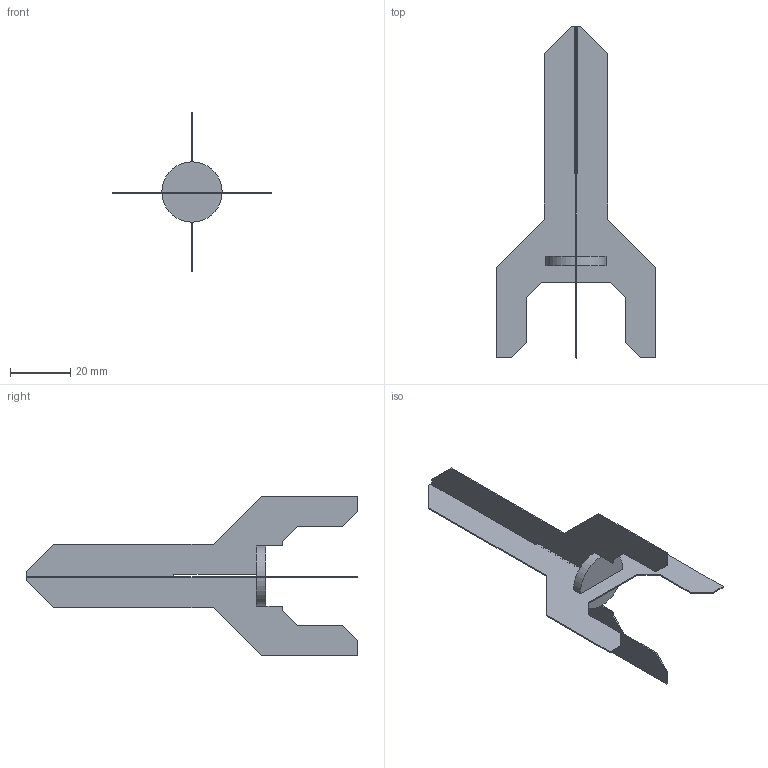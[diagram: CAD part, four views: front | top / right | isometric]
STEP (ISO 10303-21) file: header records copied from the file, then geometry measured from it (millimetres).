
FILE_DESCRIPTION(('Open CASCADE Model'),'2;1');
FILE_NAME('Open CASCADE Shape Model','2025-12-14T19:55:48',('Author'),( 'Open CASCADE'),'Open CASCADE STEP processor 7.5','Open CASCADE 7.5' ,'Unknown');
FILE_SCHEMA(('AUTOMOTIVE_DESIGN { 1 0 10303 214 1 1 1 1 }'));
Length unit declared in the file: millimetre
Products named in the file (9): PCB; Board; Open CASCADE STEP translator 7.5 4.1.1; Free-Models; PCB_B_RGB8421504; Open CASCADE STEP translator 7.5 3.1.1; 9454190976; Cylinder
Assembly tree (8 placements, depth 5):
  PCB
    Board
      Open CASCADE STEP translator 7.5 4.1.1
    Free-Models
      PCB_B_RGB8421504
        Board
          Open CASCADE STEP translator 7.5 3.1.1
      9454190976
        Cylinder
Bounding box: 53 x 110 x 53 mm (x, y, z)
Volume: 3058.5 mm3; surface area: 11173.5 mm2
Topology: 3 solids, 3 shells, 62 faces, 168 edges, 112 vertices
Faces by surface type: plane 61, cylinder 1
Full cylindrical faces by diameter (mm): 20 x1
Entity records: 2102 total; most frequent: CARTESIAN_POINT 351, ORIENTED_EDGE 336, DIRECTION 312, EDGE_CURVE 168, LINE 166, VECTOR 166, VERTEX_POINT 112, AXIS2_PLACEMENT_3D 73
